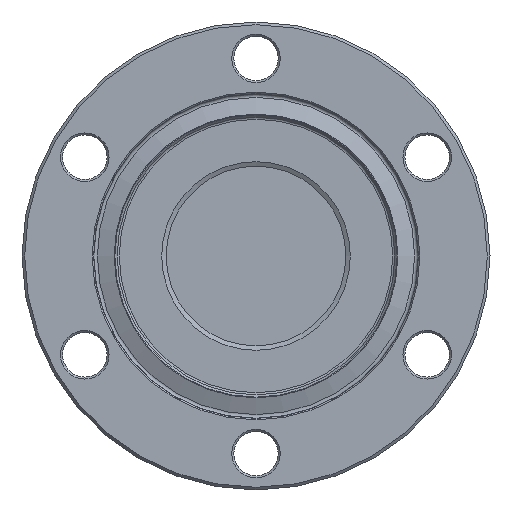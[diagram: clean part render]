
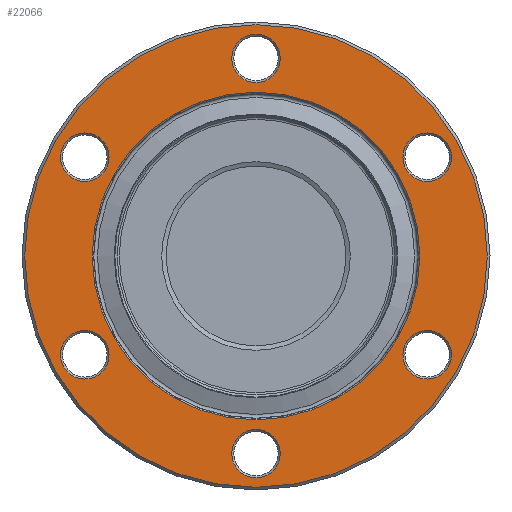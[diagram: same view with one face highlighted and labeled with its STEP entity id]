
A CAD part, front view. The second image highlights one B-rep face of the part: STEP entity #22066.
In plain terms, the highlighted planar face has unit normal (0, -1, 0).
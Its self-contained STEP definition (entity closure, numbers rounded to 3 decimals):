
#5104=FACE_BOUND('',#7327,.T.);
#5105=FACE_BOUND('',#7328,.T.);
#5106=FACE_BOUND('',#7329,.T.);
#5107=FACE_BOUND('',#7330,.T.);
#5108=FACE_BOUND('',#7331,.T.);
#5109=FACE_BOUND('',#7332,.T.);
#5110=FACE_BOUND('',#7333,.T.);
#6168=FACE_OUTER_BOUND('',#7326,.T.);
#7326=EDGE_LOOP('',(#19160));
#7327=EDGE_LOOP('',(#19161));
#7328=EDGE_LOOP('',(#19162));
#7329=EDGE_LOOP('',(#19163));
#7330=EDGE_LOOP('',(#19164));
#7331=EDGE_LOOP('',(#19165));
#7332=EDGE_LOOP('',(#19166));
#7333=EDGE_LOOP('',(#19167));
#7562=CIRCLE('',#22717,24.325);
#7563=CIRCLE('',#22719,34.35);
#7564=CIRCLE('',#22720,3.6);
#7565=CIRCLE('',#22721,3.6);
#7566=CIRCLE('',#22722,3.6);
#7567=CIRCLE('',#22723,3.6);
#7568=CIRCLE('',#22724,3.6);
#7569=CIRCLE('',#22725,3.6);
#9707=VERTEX_POINT('',#48436);
#9708=VERTEX_POINT('',#48440);
#9709=VERTEX_POINT('',#48442);
#9710=VERTEX_POINT('',#48444);
#9711=VERTEX_POINT('',#48446);
#9712=VERTEX_POINT('',#48448);
#9713=VERTEX_POINT('',#48450);
#9714=VERTEX_POINT('',#48452);
#12876=EDGE_CURVE('',#9707,#9707,#7562,.T.);
#12878=EDGE_CURVE('',#9708,#9708,#7563,.T.);
#12879=EDGE_CURVE('',#9709,#9709,#7564,.T.);
#12880=EDGE_CURVE('',#9710,#9710,#7565,.T.);
#12881=EDGE_CURVE('',#9711,#9711,#7566,.T.);
#12882=EDGE_CURVE('',#9712,#9712,#7567,.T.);
#12883=EDGE_CURVE('',#9713,#9713,#7568,.T.);
#12884=EDGE_CURVE('',#9714,#9714,#7569,.T.);
#19160=ORIENTED_EDGE('',*,*,#12878,.F.);
#19161=ORIENTED_EDGE('',*,*,#12879,.F.);
#19162=ORIENTED_EDGE('',*,*,#12880,.F.);
#19163=ORIENTED_EDGE('',*,*,#12881,.F.);
#19164=ORIENTED_EDGE('',*,*,#12882,.F.);
#19165=ORIENTED_EDGE('',*,*,#12883,.F.);
#19166=ORIENTED_EDGE('',*,*,#12884,.F.);
#19167=ORIENTED_EDGE('',*,*,#12876,.F.);
#19850=PLANE('',#22718);
#22066=ADVANCED_FACE('',(#6168,#5104,#5105,#5106,#5107,#5108,#5109,#5110),
#19850,.T.);
#22717=AXIS2_PLACEMENT_3D('',#48437,#25012,#25013);
#22718=AXIS2_PLACEMENT_3D('',#48439,#25015,#25016);
#22719=AXIS2_PLACEMENT_3D('',#48441,#25017,#25018);
#22720=AXIS2_PLACEMENT_3D('',#48443,#25019,#25020);
#22721=AXIS2_PLACEMENT_3D('',#48445,#25021,#25022);
#22722=AXIS2_PLACEMENT_3D('',#48447,#25023,#25024);
#22723=AXIS2_PLACEMENT_3D('',#48449,#25025,#25026);
#22724=AXIS2_PLACEMENT_3D('',#48451,#25027,#25028);
#22725=AXIS2_PLACEMENT_3D('',#48453,#25029,#25030);
#25012=DIRECTION('center_axis',(0.,-1.,0.));
#25013=DIRECTION('ref_axis',(0.,0.,-1.));
#25015=DIRECTION('center_axis',(0.,-1.,0.));
#25016=DIRECTION('ref_axis',(1.,0.,0.));
#25017=DIRECTION('center_axis',(0.,1.,0.));
#25018=DIRECTION('ref_axis',(0.,0.,-1.));
#25019=DIRECTION('center_axis',(0.,-1.,0.));
#25020=DIRECTION('ref_axis',(-0.5,0.,0.866));
#25021=DIRECTION('center_axis',(0.,-1.,0.));
#25022=DIRECTION('ref_axis',(1.,0.,0.));
#25023=DIRECTION('center_axis',(0.,-1.,0.));
#25024=DIRECTION('ref_axis',(-0.5,0.,-0.866));
#25025=DIRECTION('center_axis',(0.,-1.,0.));
#25026=DIRECTION('ref_axis',(-1.,0.,0.));
#25027=DIRECTION('center_axis',(0.,-1.,0.));
#25028=DIRECTION('ref_axis',(0.5,0.,-0.866));
#25029=DIRECTION('center_axis',(0.,-1.,0.));
#25030=DIRECTION('ref_axis',(0.5,0.,0.866));
#48436=CARTESIAN_POINT('',(0.,-40.45,24.325));
#48437=CARTESIAN_POINT('Origin',(0.,-40.45,0.));
#48439=CARTESIAN_POINT('Origin',(0.,-40.45,
17.375));
#48440=CARTESIAN_POINT('',(0.,-40.45,34.35));
#48441=CARTESIAN_POINT('Origin',(0.,-40.45,0.));
#48442=CARTESIAN_POINT('',(27.218,-40.45,11.557));
#48443=CARTESIAN_POINT('Origin',(25.418,-40.45,14.675));
#48444=CARTESIAN_POINT('',(-3.6,-40.45,-29.35));
#48445=CARTESIAN_POINT('Origin',(0.,-40.45,
-29.35));
#48446=CARTESIAN_POINT('',(-23.618,-40.45,17.793));
#48447=CARTESIAN_POINT('Origin',(-25.418,-40.45,14.675));
#48448=CARTESIAN_POINT('',(3.6,-40.45,29.35));
#48449=CARTESIAN_POINT('Origin',(0.,-40.45,
29.35));
#48450=CARTESIAN_POINT('',(-27.218,-40.45,-11.557));
#48451=CARTESIAN_POINT('Origin',(-25.418,-40.45,-14.675));
#48452=CARTESIAN_POINT('',(23.618,-40.45,-17.793));
#48453=CARTESIAN_POINT('Origin',(25.418,-40.45,-14.675));
